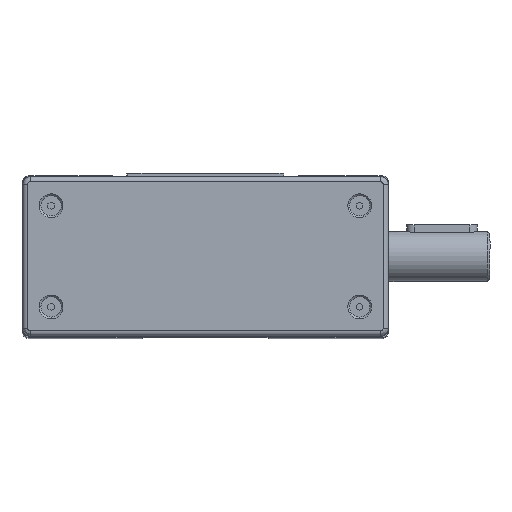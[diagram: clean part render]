
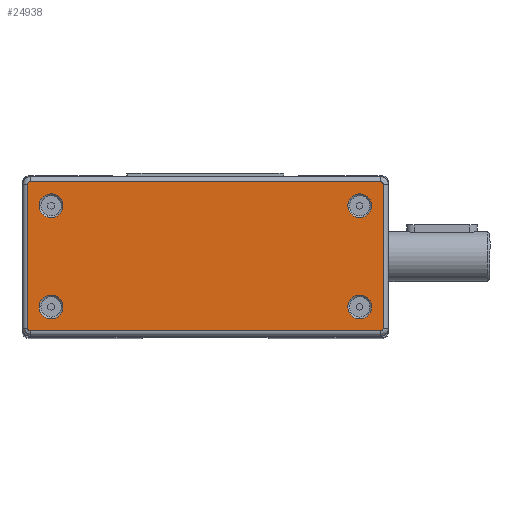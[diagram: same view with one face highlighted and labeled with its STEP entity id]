
A CAD part, top view. The second image highlights one B-rep face of the part: STEP entity #24938.
In plain terms, the highlighted planar face has unit normal (0, 0, 1).
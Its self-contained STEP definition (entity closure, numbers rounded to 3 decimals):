
#24819=CARTESIAN_POINT('',(396.81,-193.754,-67.607));
#24820=DIRECTION('',(0.,0.,1.0));
#24821=DIRECTION('',(1.0,0.,0.));
#24822=AXIS2_PLACEMENT_3D('',#24819,#24820,#24821);
#24823=PLANE('',#24822);
#24824=CARTESIAN_POINT('',(466.06,-164.254,-67.607));
#24825=VERTEX_POINT('',#24824);
#24826=CARTESIAN_POINT('',(467.06,-165.254,-67.607));
#24827=VERTEX_POINT('',#24826);
#24828=CARTESIAN_POINT('',(466.06,-165.254,-67.607));
#24829=DIRECTION('',(0.,0.,-1.0));
#24830=DIRECTION('',(0.707,0.707,0.));
#24831=AXIS2_PLACEMENT_3D('',#24828,#24829,#24830);
#24832=CIRCLE('',#24831,1.);
#24833=EDGE_CURVE('',#24825,#24827,#24832,.T.);
#24834=ORIENTED_EDGE('',*,*,#24833,.F.);
#24835=CARTESIAN_POINT('',(327.56,-164.254,-67.607));
#24836=VERTEX_POINT('',#24835);
#24837=CARTESIAN_POINT('',(327.56,-164.254,-67.607));
#24838=DIRECTION('',(1.0,0.,0.));
#24839=VECTOR('',#24838,138.5);
#24840=LINE('',#24837,#24839);
#24841=EDGE_CURVE('',#24836,#24825,#24840,.T.);
#24842=ORIENTED_EDGE('',*,*,#24841,.F.);
#24843=CARTESIAN_POINT('',(326.56,-165.254,-67.607));
#24844=VERTEX_POINT('',#24843);
#24845=CARTESIAN_POINT('',(327.56,-165.254,-67.607));
#24846=DIRECTION('',(0.,0.,-1.0));
#24847=DIRECTION('',(-0.707,0.707,0.));
#24848=AXIS2_PLACEMENT_3D('',#24845,#24846,#24847);
#24849=CIRCLE('',#24848,1.);
#24850=EDGE_CURVE('',#24844,#24836,#24849,.T.);
#24851=ORIENTED_EDGE('',*,*,#24850,.F.);
#24852=CARTESIAN_POINT('',(326.56,-222.254,-67.607));
#24853=VERTEX_POINT('',#24852);
#24854=CARTESIAN_POINT('',(326.56,-222.254,-67.607));
#24855=DIRECTION('',(0.0,1.0,0.0));
#24856=VECTOR('',#24855,57.);
#24857=LINE('',#24854,#24856);
#24858=EDGE_CURVE('',#24853,#24844,#24857,.T.);
#24859=ORIENTED_EDGE('',*,*,#24858,.F.);
#24860=CARTESIAN_POINT('',(327.56,-223.254,-67.607));
#24861=VERTEX_POINT('',#24860);
#24862=CARTESIAN_POINT('',(327.56,-222.254,-67.607));
#24863=DIRECTION('',(0.,0.,-1.0));
#24864=DIRECTION('',(-0.707,-0.707,0.));
#24865=AXIS2_PLACEMENT_3D('',#24862,#24863,#24864);
#24866=CIRCLE('',#24865,1.);
#24867=EDGE_CURVE('',#24861,#24853,#24866,.T.);
#24868=ORIENTED_EDGE('',*,*,#24867,.F.);
#24869=CARTESIAN_POINT('',(466.06,-223.254,-67.607));
#24870=VERTEX_POINT('',#24869);
#24871=CARTESIAN_POINT('',(466.06,-223.254,-67.607));
#24872=DIRECTION('',(-1.0,0.,0.));
#24873=VECTOR('',#24872,138.5);
#24874=LINE('',#24871,#24873);
#24875=EDGE_CURVE('',#24870,#24861,#24874,.T.);
#24876=ORIENTED_EDGE('',*,*,#24875,.F.);
#24877=CARTESIAN_POINT('',(467.06,-222.254,-67.607));
#24878=VERTEX_POINT('',#24877);
#24879=CARTESIAN_POINT('',(466.06,-222.254,-67.607));
#24880=DIRECTION('',(0.,0.,-1.0));
#24881=DIRECTION('',(0.707,-0.707,0.));
#24882=AXIS2_PLACEMENT_3D('',#24879,#24880,#24881);
#24883=CIRCLE('',#24882,1.);
#24884=EDGE_CURVE('',#24878,#24870,#24883,.T.);
#24885=ORIENTED_EDGE('',*,*,#24884,.F.);
#24886=CARTESIAN_POINT('',(467.06,-165.254,-67.607));
#24887=DIRECTION('',(0.0,-1.0,0.0));
#24888=VECTOR('',#24887,57.);
#24889=LINE('',#24886,#24888);
#24890=EDGE_CURVE('',#24827,#24878,#24889,.T.);
#24891=ORIENTED_EDGE('',*,*,#24890,.F.);
#24892=EDGE_LOOP('',(#24834,#24842,#24851,#24859,#24868,#24876,#24885,#24891));
#24893=FACE_OUTER_BOUND('',#24892,.T.);
#24894=CARTESIAN_POINT('',(462.51,-173.754,-67.607));
#24895=VERTEX_POINT('',#24894);
#24896=CARTESIAN_POINT('',(457.81,-173.754,-67.607));
#24897=DIRECTION('',(0.,0.,-1.0));
#24898=DIRECTION('',(1.0,0.,0.));
#24899=AXIS2_PLACEMENT_3D('',#24896,#24897,#24898);
#24900=CIRCLE('',#24899,4.7);
#24901=EDGE_CURVE('',#24895,#24895,#24900,.T.);
#24902=ORIENTED_EDGE('',*,*,#24901,.T.);
#24903=EDGE_LOOP('',(#24902));
#24904=FACE_BOUND('',#24903,.T.);
#24905=CARTESIAN_POINT('',(462.51,-213.754,-67.607));
#24906=VERTEX_POINT('',#24905);
#24907=CARTESIAN_POINT('',(457.81,-213.754,-67.607));
#24908=DIRECTION('',(0.,0.,-1.0));
#24909=DIRECTION('',(1.0,0.,0.));
#24910=AXIS2_PLACEMENT_3D('',#24907,#24908,#24909);
#24911=CIRCLE('',#24910,4.7);
#24912=EDGE_CURVE('',#24906,#24906,#24911,.T.);
#24913=ORIENTED_EDGE('',*,*,#24912,.T.);
#24914=EDGE_LOOP('',(#24913));
#24915=FACE_BOUND('',#24914,.T.);
#24916=CARTESIAN_POINT('',(340.51,-213.754,-67.607));
#24917=VERTEX_POINT('',#24916);
#24918=CARTESIAN_POINT('',(335.81,-213.754,-67.607));
#24919=DIRECTION('',(0.,0.,-1.0));
#24920=DIRECTION('',(1.0,0.,0.));
#24921=AXIS2_PLACEMENT_3D('',#24918,#24919,#24920);
#24922=CIRCLE('',#24921,4.7);
#24923=EDGE_CURVE('',#24917,#24917,#24922,.T.);
#24924=ORIENTED_EDGE('',*,*,#24923,.T.);
#24925=EDGE_LOOP('',(#24924));
#24926=FACE_BOUND('',#24925,.T.);
#24927=CARTESIAN_POINT('',(340.51,-173.754,-67.607));
#24928=VERTEX_POINT('',#24927);
#24929=CARTESIAN_POINT('',(335.81,-173.754,-67.607));
#24930=DIRECTION('',(0.,0.,-1.0));
#24931=DIRECTION('',(1.0,0.,0.));
#24932=AXIS2_PLACEMENT_3D('',#24929,#24930,#24931);
#24933=CIRCLE('',#24932,4.7);
#24934=EDGE_CURVE('',#24928,#24928,#24933,.T.);
#24935=ORIENTED_EDGE('',*,*,#24934,.T.);
#24936=EDGE_LOOP('',(#24935));
#24937=FACE_BOUND('',#24936,.T.);
#24938=ADVANCED_FACE('',(#24893,#24904,#24915,#24926,#24937),#24823,.T.);
